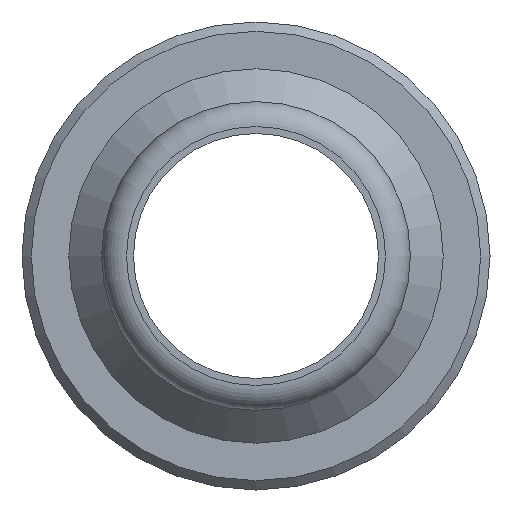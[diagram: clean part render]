
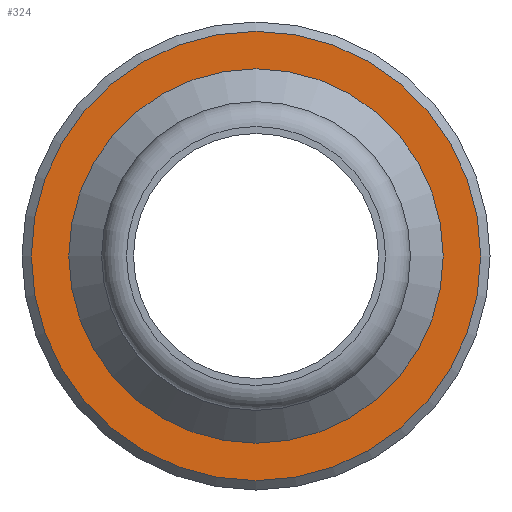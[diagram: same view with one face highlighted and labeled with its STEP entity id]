
A CAD part, left-side view. The second image highlights one B-rep face of the part: STEP entity #324.
In plain terms, the highlighted planar face has unit normal (-1, 0, 0).
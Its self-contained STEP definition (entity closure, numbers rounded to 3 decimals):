
#282=CARTESIAN_POINT('',(20.,7.2,0.));
#283=VERTEX_POINT('',#282);
#284=CARTESIAN_POINT('',(20.,0.0,0.0));
#285=DIRECTION('',(1.0,0.0,0.0));
#286=DIRECTION('',(0.0,-1.0,0.0));
#287=AXIS2_PLACEMENT_3D('',#284,#285,#286);
#288=CIRCLE('',#287,7.2);
#289=EDGE_CURVE('',#283,#283,#288,.T.);
#305=CARTESIAN_POINT('',(20.,6.75,0.0));
#306=DIRECTION('',(-1.0,0.0,0.0));
#307=DIRECTION('',(0.0,0.0,1.0));
#308=AXIS2_PLACEMENT_3D('',#305,#306,#307);
#309=PLANE('',#308);
#310=ORIENTED_EDGE('',*,*,#289,.F.);
#311=EDGE_LOOP('',(#310));
#312=FACE_OUTER_BOUND('',#311,.T.);
#313=CARTESIAN_POINT('',(20.,6.,0.0));
#314=VERTEX_POINT('',#313);
#315=CARTESIAN_POINT('',(20.,0.0,0.0));
#316=DIRECTION('',(1.0,0.0,0.0));
#317=DIRECTION('',(0.0,1.0,0.0));
#318=AXIS2_PLACEMENT_3D('',#315,#316,#317);
#319=CIRCLE('',#318,6.);
#320=EDGE_CURVE('',#314,#314,#319,.T.);
#321=ORIENTED_EDGE('',*,*,#320,.T.);
#322=EDGE_LOOP('',(#321));
#323=FACE_BOUND('',#322,.T.);
#324=ADVANCED_FACE('',(#312,#323),#309,.T.);
